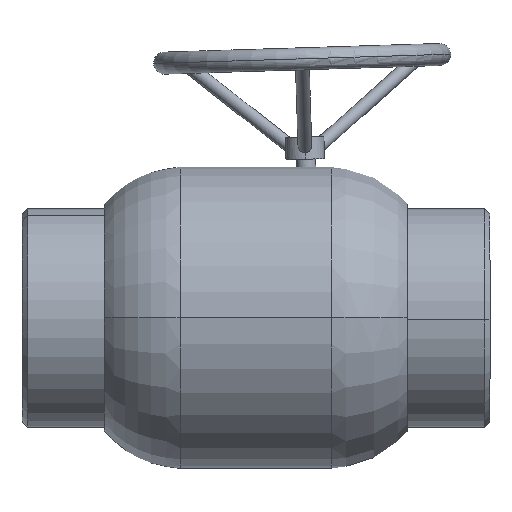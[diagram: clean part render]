
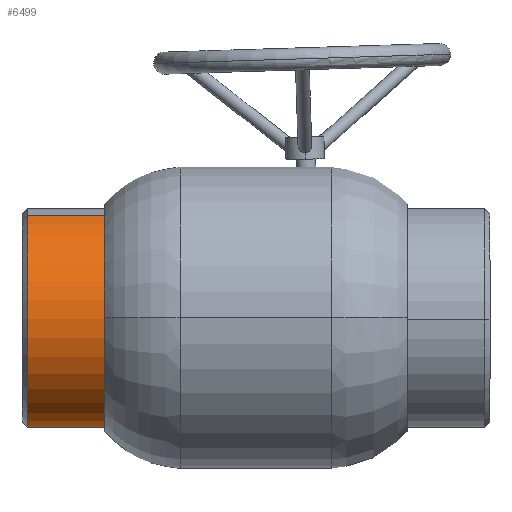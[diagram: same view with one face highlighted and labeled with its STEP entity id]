
A CAD part, front view. The second image highlights one B-rep face of the part: STEP entity #6499.
In plain terms, the highlighted cylindrical face has radius 79.5 mm (diameter 159 mm), a partial arc.
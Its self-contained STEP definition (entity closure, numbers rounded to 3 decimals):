
#1385 = FACE_OUTER_BOUND ( 'NONE', #16216, .T. ) ;
#2051 = VECTOR ( 'NONE', #7484, 1000. ) ;
#2085 = EDGE_CURVE ( 'NONE', #6535, #7756, #4273, .T. ) ;
#2935 = ORIENTED_EDGE ( 'NONE', *, *, #3594, .T. ) ;
#3081 = CARTESIAN_POINT ( 'NONE',  ( 93.5, 79.5, 0. ) ) ;
#3561 = CARTESIAN_POINT ( 'NONE',  ( 0., 79.5, 0. ) ) ;
#3594 = EDGE_CURVE ( 'NONE', #9688, #7936, #22276, .T. ) ;
#3794 = AXIS2_PLACEMENT_3D ( 'NONE', #21755, #21524, #14408 ) ;
#3834 = CARTESIAN_POINT ( 'NONE',  ( 0., -79.5, 0. ) ) ;
#4273 = LINE ( 'NONE', #3834, #2051 ) ;
#6499 = ADVANCED_FACE ( 'NONE', ( #1385 ), #15114, .T. ) ;
#6535 = VERTEX_POINT ( 'NONE', #6924 ) ;
#6924 = CARTESIAN_POINT ( 'NONE',  ( 93.5, -79.5, 0. ) ) ;
#6975 = DIRECTION ( 'NONE',  ( -1., 0., 0. ) ) ;
#7484 = DIRECTION ( 'NONE',  ( -1., 0., 0. ) ) ;
#7615 = EDGE_CURVE ( 'NONE', #6535, #9688, #14371, .T. ) ;
#7756 = VERTEX_POINT ( 'NONE', #10611 ) ;
#7850 = AXIS2_PLACEMENT_3D ( 'NONE', #14498, #21406, #19814 ) ;
#7936 = VERTEX_POINT ( 'NONE', #20004 ) ;
#8234 = ORIENTED_EDGE ( 'NONE', *, *, #7615, .T. ) ;
#9103 = AXIS2_PLACEMENT_3D ( 'NONE', #15324, #21789, #14882 ) ;
#9688 = VERTEX_POINT ( 'NONE', #3081 ) ;
#10611 = CARTESIAN_POINT ( 'NONE',  ( 0.5, -79.5, 0. ) ) ;
#12308 = ORIENTED_EDGE ( 'NONE', *, *, #20068, .T. ) ;
#14371 = CIRCLE ( 'NONE', #7850, 79.5 ) ;
#14408 = DIRECTION ( 'NONE',  ( 0., 1., 0. ) ) ;
#14498 = CARTESIAN_POINT ( 'NONE',  ( 93.5, 0., 0. ) ) ;
#14882 = DIRECTION ( 'NONE',  ( 0., -1., 0. ) ) ;
#15114 = CYLINDRICAL_SURFACE ( 'NONE', #9103, 79.5 ) ;
#15324 = CARTESIAN_POINT ( 'NONE',  ( 0., 0., 0. ) ) ;
#16216 = EDGE_LOOP ( 'NONE', ( #8234, #2935, #12308, #21108 ) ) ;
#16243 = VECTOR ( 'NONE', #6975, 1000. ) ;
#18645 = CIRCLE ( 'NONE', #3794, 79.5 ) ;
#19814 = DIRECTION ( 'NONE',  ( 0., -1., 0. ) ) ;
#20004 = CARTESIAN_POINT ( 'NONE',  ( 0.5, 79.5, 0. ) ) ;
#20068 = EDGE_CURVE ( 'NONE', #7936, #7756, #18645, .T. ) ;
#21108 = ORIENTED_EDGE ( 'NONE', *, *, #2085, .F. ) ;
#21406 = DIRECTION ( 'NONE',  ( -1., 0., 0. ) ) ;
#21524 = DIRECTION ( 'NONE',  ( 1., 0., 0. ) ) ;
#21755 = CARTESIAN_POINT ( 'NONE',  ( 0.5, 0., 0. ) ) ;
#21789 = DIRECTION ( 'NONE',  ( -1., 0., 0. ) ) ;
#22276 = LINE ( 'NONE', #3561, #16243 ) ;
